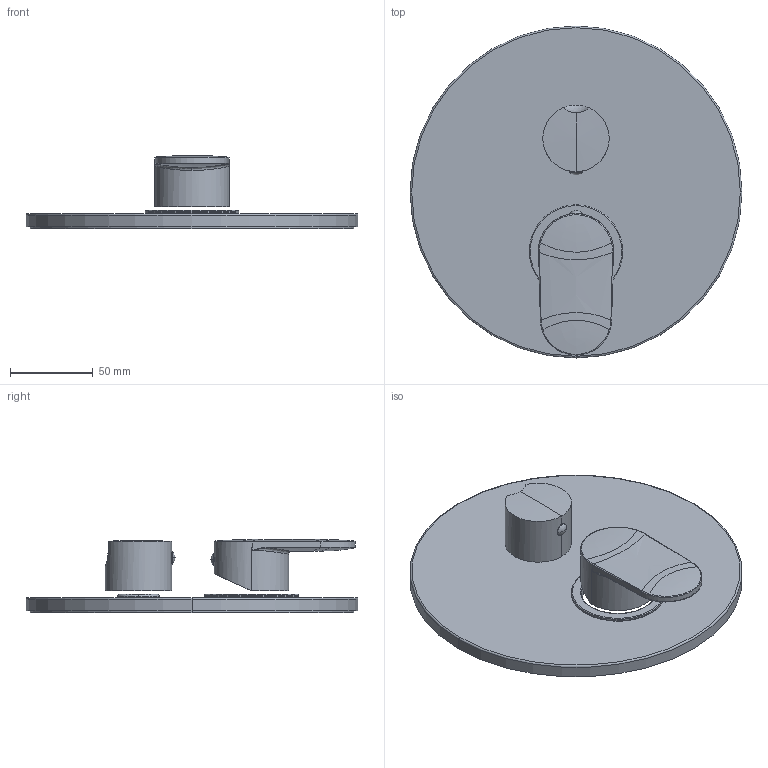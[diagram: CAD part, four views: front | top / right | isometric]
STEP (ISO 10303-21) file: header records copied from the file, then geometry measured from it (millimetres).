
FILE_DESCRIPTION((''),'2;1');
FILE_NAME('CA018CREST','2021-11-04T09:23:13',('ut3'),('PAFFONI SpA'),'CREO PARAMETRIC BY PTC INC, 2020044','CREO PARAMETRIC BY PTC INC, 2020044','');
FILE_SCHEMA(('CONFIG_CONTROL_DESIGN','SHAPE_APPEARANCE_LAYERS_GROUPS'));
Length unit declared in the file: millimetre
Products named in the file (1): CA018CREST
Bounding box: 200 x 200 x 44 mm (x, y, z)
Volume: 191137.3 mm3; surface area: 104993.6 mm2
Topology: 3 solids, 3 shells, 258 faces, 619 edges, 375 vertices
Faces by surface type: plane 83, cylinder 82, bspline 31, torus 30, cone 27, sphere 5
Entity records: 12590 total; most frequent: CARTESIAN_POINT 4866, ORIENTED_EDGE 1226, DIRECTION 1214, EDGE_CURVE 613, AXIS2_PLACEMENT_3D 483, VERTEX_POINT 375, EDGE_LOOP 290, FACE_OUTER_BOUND 258
